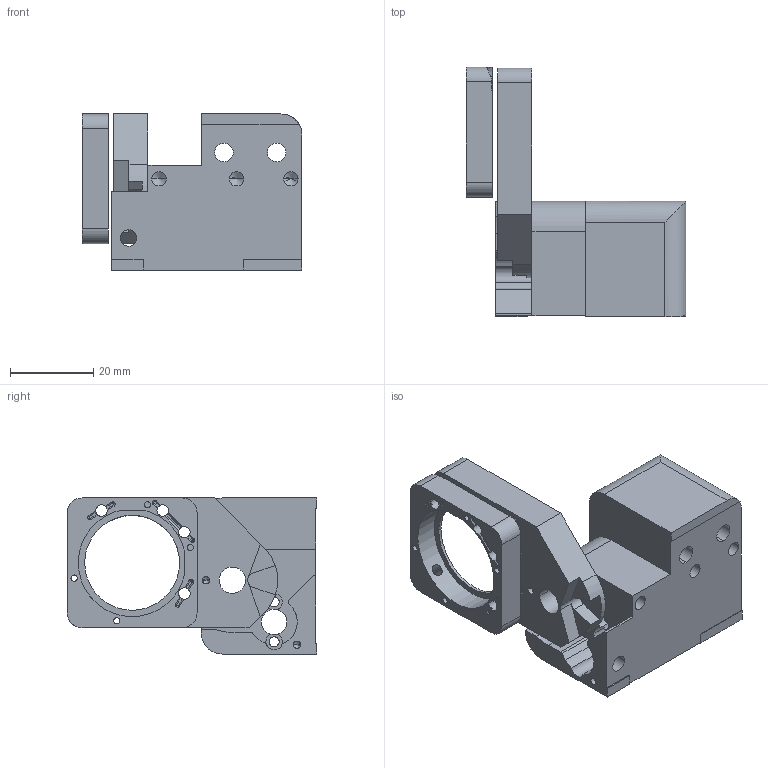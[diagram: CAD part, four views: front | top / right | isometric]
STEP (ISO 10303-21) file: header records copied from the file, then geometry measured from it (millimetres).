
FILE_DESCRIPTION((''),'2;1');
FILE_NAME('8892-K','2022-08-30T17:22:35',('Administrator'),(''),'CREO PARAMETRIC BY PTC INC, 2019292','CREO PARAMETRIC BY PTC INC, 2019292','');
FILE_SCHEMA(('AUTOMOTIVE_DESIGN { 1 0 10303 214 1 1 1 1 }'));
Length unit declared in the file: inch
Products named in the file (1): 8892-K
Bounding box: 52.96 x 60.07 x 37.59 mm (x, y, z)
Volume: 32990.7 mm3; surface area: 17030.9 mm2
Topology: 3 solids, 3 shells, 232 faces, 692 edges, 467 vertices
Faces by surface type: plane 107, cylinder 97, cone 28
Entity records: 10447 total; most frequent: CARTESIAN_POINT 1679, DIRECTION 1409, ORIENTED_EDGE 1364, PRESENTATION_STYLE_ASSIGNMENT 685, STYLED_ITEM 685, CURVE_STYLE 682, EDGE_CURVE 682, AXIS2_PLACEMENT_3D 540
